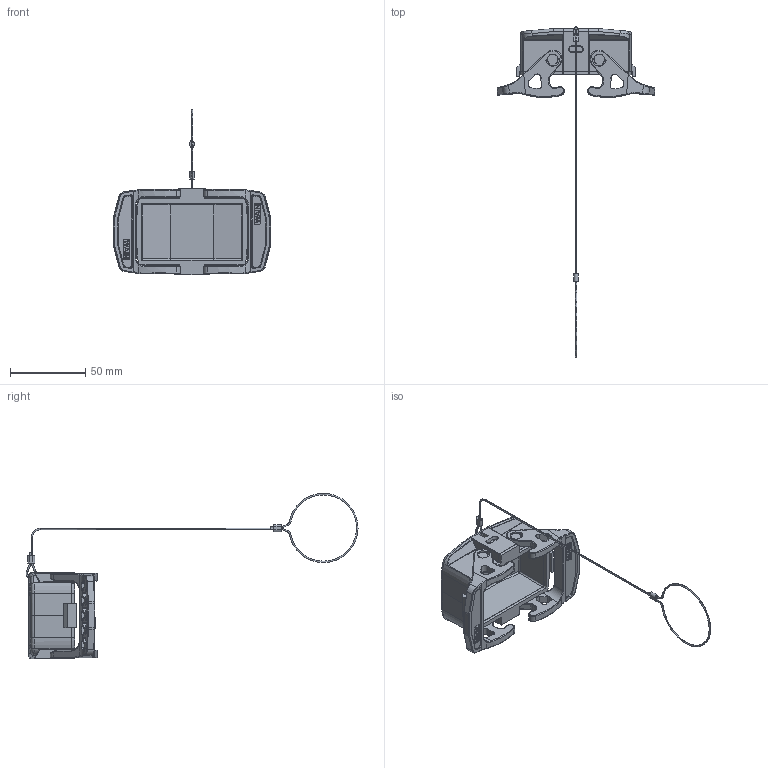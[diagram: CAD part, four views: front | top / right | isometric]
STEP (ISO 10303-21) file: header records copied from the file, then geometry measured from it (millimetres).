
FILE_DESCRIPTION(/* description */ (''),/* implementation_level */ '2;1');
FILE_NAME(/* name */ '3D_1290100478500_HM10B.P-CV-2L_1_V1.0.stp',/* time_stamp */ '2024-03-21T10:48:38+08:00',/* author */ (''),/* organization */ (''),/* preprocessor_version */ 'ST-DEVELOPER v18.1',/* originating_system */ 'SIEMENS PLM Software NX 1980',/* authorisation */ '');
FILE_SCHEMA (('AUTOMOTIVE_DESIGN { 1 0 10303 214 3 1 1 1 }'));
Products named in the file (1): _model1
Bounding box: 104.9 x 220.63 x 109.78 mm (x, y, z)
Volume: 54236.6 mm3; surface area: 38263.5 mm2
Topology: 1 solids, 4 shells, 1401 faces, 3832 edges, 2457 vertices
Faces by surface type: plane 609, cylinder 546, torus 168, bspline 53, cone 16, sphere 8, revolution 1
Full cylindrical faces by diameter (mm): 6.8 x4
Entity records: 48461 total; most frequent: CARTESIAN_POINT 14733, ORIENTED_EDGE 7616, DIRECTION 6242, EDGE_CURVE 3808, VERTEX_POINT 2449, AXIS2_PLACEMENT_3D 2167, LINE 1907, VECTOR 1907
